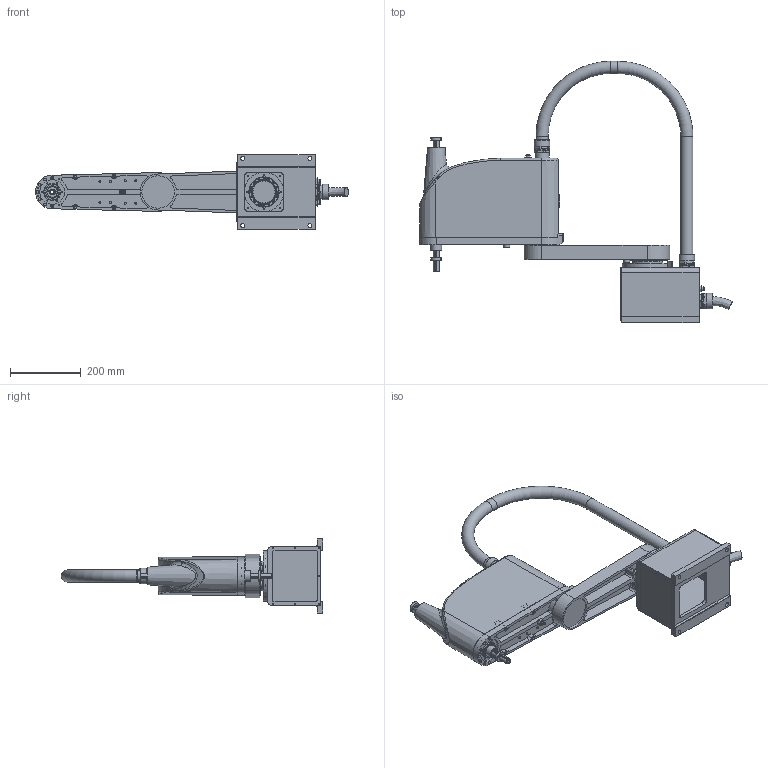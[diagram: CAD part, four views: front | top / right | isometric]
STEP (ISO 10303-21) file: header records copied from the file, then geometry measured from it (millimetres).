
FILE_DESCRIPTION (( 'STEP AP214' ), '1' );
FILE_NAME ('AR6220-E-00.STEP', '2019-05-28T03:54:11', ( 'ﾎ｢ﾈ橆ﾃｻｧ' ), ( 'ﾎ｢ﾈ晥ｫﾋｾ' ), 'SwSTEP 2.0', 'SolidWorks 2016', '' );
FILE_SCHEMA (( 'AUTOMOTIVE_DESIGN' ));
Length unit declared in the file: millimetre
Products named in the file (5): 6215_YZR粣窒璃; 6215_X臂减速机电机组件; AR6220-E-00; 蚥薯蝶_AR7520-201511狟等3怢; 菁釱郪璃6215
Assembly tree (5 placements, depth 2):
  AR6220-E-00
    菁釱郪璃6215
    6215_X臂减速机电机组件
    6215_YZR粣窒璃
    蚥薯蝶_AR7520-201511狟等3怢  x2
Bounding box: 887.11 x 740.6 x 210 mm (x, y, z)
Volume: 2746.1 mm3; surface area: 1261862 mm2
Topology: 2 solids, 59 shells, 872 faces, 2713 edges, 1912 vertices
Faces by surface type: plane 390, cylinder 378, cone 60, bspline 31, torus 13
Full cylindrical faces by diameter (mm): 2.5 x2, 3 x2, 3.242 x2, 3.3 x24, 3.4 x18, 3.5 x28, 4.2 x4, 4.5 x70, 5 x6, 5.5 x8, 6 x8, 6.5 x6, 8 x17, 9 x4, 10 x13, 11 x10, 12 x4, 14 x4, 17 x3, 22.62 x1, 25 x1, 29 x1, 31 x1, 34.5 x4, 36 x1, 40 x5, 41 x1, 44 x7, 47.5 x1, 48 x1
Entity records: 42714 total; most frequent: CARTESIAN_POINT 19856, DIRECTION 4666, ORIENTED_EDGE 3739, EDGE_CURVE 2316, VERTEX_POINT 1851, AXIS2_PLACEMENT_3D 1799, EDGE_LOOP 1586, FACE_OUTER_BOUND 1163
